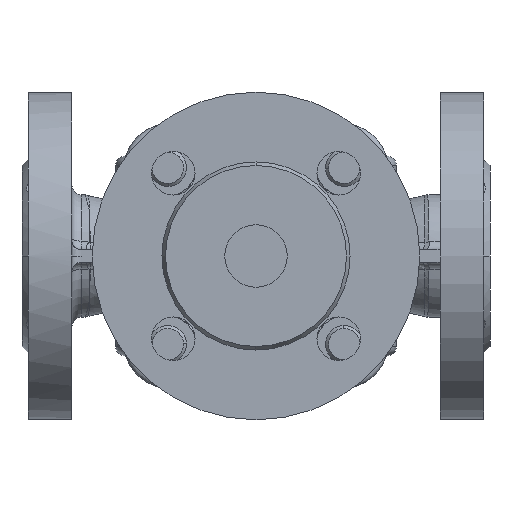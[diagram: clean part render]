
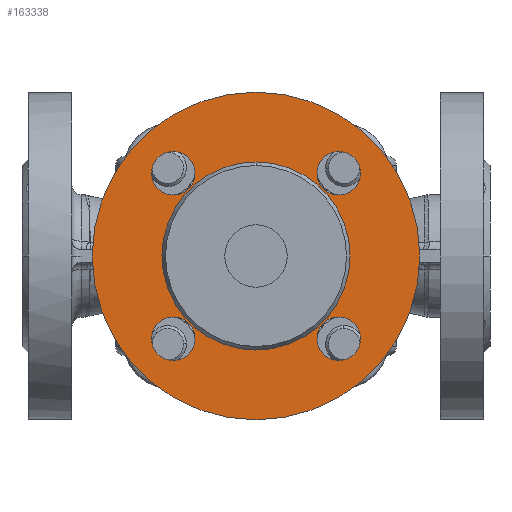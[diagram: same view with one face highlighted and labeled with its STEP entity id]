
A CAD part, front view. The second image highlights one B-rep face of the part: STEP entity #163338.
In plain terms, the highlighted planar face has unit normal (0, -1, 0).
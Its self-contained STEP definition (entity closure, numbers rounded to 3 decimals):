
#1276 = AXIS2_PLACEMENT_3D ( 'NONE', #129434, #31864, #145808 ) ;
#1998 = ORIENTED_EDGE ( 'NONE', *, *, #42398, .F. ) ;
#2796 = AXIS2_PLACEMENT_3D ( 'NONE', #194056, #96541, #210425 ) ;
#2888 = ORIENTED_EDGE ( 'NONE', *, *, #12520, .F. ) ;
#8170 = DIRECTION ( 'NONE',  ( 0., -1., 0. ) ) ;
#9566 = CARTESIAN_POINT ( 'NONE',  ( -26.517, -127., -26.517 ) ) ;
#12520 = EDGE_CURVE ( 'NONE', #103955, #88795, #106121, .T. ) ;
#15549 = EDGE_LOOP ( 'NONE', ( #2888, #1998 ) ) ;
#15596 = DIRECTION ( 'NONE',  ( 0., 0., 1. ) ) ;
#18173 = DIRECTION ( 'NONE',  ( 0., 1., 0. ) ) ;
#24939 = DIRECTION ( 'NONE',  ( 0., 0., 1. ) ) ;
#25167 = CARTESIAN_POINT ( 'NONE',  ( -26.517, -127., 26.517 ) ) ;
#25952 = DIRECTION ( 'NONE',  ( 0., 0., 1. ) ) ;
#28756 = EDGE_CURVE ( 'NONE', #46360, #209363, #173980, .T. ) ;
#28823 = FACE_BOUND ( 'NONE', #174434, .T. ) ;
#29801 = CIRCLE ( 'NONE', #183969, 52.5 ) ;
#31864 = DIRECTION ( 'NONE',  ( 0., 1., 0. ) ) ;
#33792 = CARTESIAN_POINT ( 'NONE',  ( -26.517, -127., -33.517 ) ) ;
#33891 = FACE_BOUND ( 'NONE', #209998, .T. ) ;
#36807 = AXIS2_PLACEMENT_3D ( 'NONE', #54257, #168134, #70605 ) ;
#41529 = DIRECTION ( 'NONE',  ( 1., 0., 0. ) ) ;
#41652 = CARTESIAN_POINT ( 'NONE',  ( 26.517, -127., -33.517 ) ) ;
#42076 = AXIS2_PLACEMENT_3D ( 'NONE', #173977, #76470, #190332 ) ;
#42398 = EDGE_CURVE ( 'NONE', #88795, #103955, #176184, .T. ) ;
#44615 = AXIS2_PLACEMENT_3D ( 'NONE', #105691, #8170, #122049 ) ;
#44966 = CARTESIAN_POINT ( 'NONE',  ( 26.517, -127., 26.517 ) ) ;
#45519 = CARTESIAN_POINT ( 'NONE',  ( 26.517, -127., 33.517 ) ) ;
#46360 = VERTEX_POINT ( 'NONE', #78044 ) ;
#46514 = EDGE_CURVE ( 'NONE', #109944, #76811, #94739, .T. ) ;
#51610 = EDGE_LOOP ( 'NONE', ( #70627, #157694 ) ) ;
#54257 = CARTESIAN_POINT ( 'NONE',  ( 26.517, -127., -26.517 ) ) ;
#54411 = EDGE_CURVE ( 'NONE', #61502, #137891, #157786, .T. ) ;
#57803 = VERTEX_POINT ( 'NONE', #33792 ) ;
#59306 = DIRECTION ( 'NONE',  ( 0., -1., 0. ) ) ;
#61365 = DIRECTION ( 'NONE',  ( 0., 0., -1. ) ) ;
#61502 = VERTEX_POINT ( 'NONE', #45519 ) ;
#61809 = EDGE_CURVE ( 'NONE', #84950, #175932, #29801, .T. ) ;
#62896 = ORIENTED_EDGE ( 'NONE', *, *, #61809, .F. ) ;
#63620 = EDGE_CURVE ( 'NONE', #175932, #84950, #134160, .T. ) ;
#65807 = EDGE_CURVE ( 'NONE', #209363, #46360, #205192, .T. ) ;
#66975 = FACE_OUTER_BOUND ( 'NONE', #163935, .T. ) ;
#67345 = AXIS2_PLACEMENT_3D ( 'NONE', #25167, #139121, #41529 ) ;
#69938 = CARTESIAN_POINT ( 'NONE',  ( -26.517, -127., -19.517 ) ) ;
#70605 = DIRECTION ( 'NONE',  ( -1., 0., 0. ) ) ;
#70627 = ORIENTED_EDGE ( 'NONE', *, *, #65807, .F. ) ;
#71476 = ORIENTED_EDGE ( 'NONE', *, *, #146050, .T. ) ;
#72041 = FACE_BOUND ( 'NONE', #15549, .T. ) ;
#75771 = VERTEX_POINT ( 'NONE', #69938 ) ;
#76470 = DIRECTION ( 'NONE',  ( 0., -1., 0. ) ) ;
#76811 = VERTEX_POINT ( 'NONE', #147518 ) ;
#78044 = CARTESIAN_POINT ( 'NONE',  ( 26.517, -127., -19.517 ) ) ;
#78613 = CIRCLE ( 'NONE', #137028, 7. ) ;
#80301 = CIRCLE ( 'NONE', #42076, 7. ) ;
#81164 = AXIS2_PLACEMENT_3D ( 'NONE', #192657, #95159, #209036 ) ;
#81388 = CARTESIAN_POINT ( 'NONE',  ( -26.517, -127., 19.517 ) ) ;
#84950 = VERTEX_POINT ( 'NONE', #205438 ) ;
#85922 = CIRCLE ( 'NONE', #81164, 30.155 ) ;
#86606 = ORIENTED_EDGE ( 'NONE', *, *, #63620, .F. ) ;
#88795 = VERTEX_POINT ( 'NONE', #104836 ) ;
#93992 = AXIS2_PLACEMENT_3D ( 'NONE', #203584, #122469, #24939 ) ;
#94739 = CIRCLE ( 'NONE', #116699, 30.155 ) ;
#95159 = DIRECTION ( 'NONE',  ( 0., 1., 0. ) ) ;
#96541 = DIRECTION ( 'NONE',  ( 0., -1., 0. ) ) ;
#103955 = VERTEX_POINT ( 'NONE', #81388 ) ;
#104836 = CARTESIAN_POINT ( 'NONE',  ( -26.517, -127., 33.517 ) ) ;
#105691 = CARTESIAN_POINT ( 'NONE',  ( -26.517, -127., 26.517 ) ) ;
#106121 = CIRCLE ( 'NONE', #44615, 7. ) ;
#107721 = ORIENTED_EDGE ( 'NONE', *, *, #46514, .T. ) ;
#109944 = VERTEX_POINT ( 'NONE', #201041 ) ;
#110381 = FACE_BOUND ( 'NONE', #123006, .T. ) ;
#111343 = CIRCLE ( 'NONE', #115810, 7. ) ;
#113170 = DIRECTION ( 'NONE',  ( 0., 1., 0. ) ) ;
#114235 = AXIS2_PLACEMENT_3D ( 'NONE', #44966, #158858, #61365 ) ;
#114535 = CARTESIAN_POINT ( 'NONE',  ( 26.517, -127., 19.517 ) ) ;
#115719 = CARTESIAN_POINT ( 'NONE',  ( 0., -127., 0. ) ) ;
#115810 = AXIS2_PLACEMENT_3D ( 'NONE', #9566, #123464, #25952 ) ;
#116699 = AXIS2_PLACEMENT_3D ( 'NONE', #115719, #18173, #132073 ) ;
#122049 = DIRECTION ( 'NONE',  ( 1., 0., 0. ) ) ;
#122469 = DIRECTION ( 'NONE',  ( 0., 1., 0. ) ) ;
#123006 = EDGE_LOOP ( 'NONE', ( #191401, #146295 ) ) ;
#123464 = DIRECTION ( 'NONE',  ( 0., -1., 0. ) ) ;
#124453 = EDGE_CURVE ( 'NONE', #57803, #75771, #111343, .T. ) ;
#128615 = CARTESIAN_POINT ( 'NONE',  ( 0., -127., 52.5 ) ) ;
#129434 = CARTESIAN_POINT ( 'NONE',  ( 0., -127., 0. ) ) ;
#132073 = DIRECTION ( 'NONE',  ( 0., 0., 1. ) ) ;
#134160 = CIRCLE ( 'NONE', #1276, 52.5 ) ;
#137028 = AXIS2_PLACEMENT_3D ( 'NONE', #156790, #59306, #173145 ) ;
#137891 = VERTEX_POINT ( 'NONE', #114535 ) ;
#139121 = DIRECTION ( 'NONE',  ( 0., -1., 0. ) ) ;
#142261 = EDGE_CURVE ( 'NONE', #137891, #61502, #78613, .T. ) ;
#145164 = ORIENTED_EDGE ( 'NONE', *, *, #142261, .F. ) ;
#145808 = DIRECTION ( 'NONE',  ( 0., 0., 1. ) ) ;
#146050 = EDGE_CURVE ( 'NONE', #76811, #109944, #85922, .T. ) ;
#146295 = ORIENTED_EDGE ( 'NONE', *, *, #188657, .F. ) ;
#147518 = CARTESIAN_POINT ( 'NONE',  ( 0., -127., 30.155 ) ) ;
#153555 = FACE_BOUND ( 'NONE', #51610, .T. ) ;
#156790 = CARTESIAN_POINT ( 'NONE',  ( 26.517, -127., 26.517 ) ) ;
#157694 = ORIENTED_EDGE ( 'NONE', *, *, #28756, .F. ) ;
#157786 = CIRCLE ( 'NONE', #114235, 7. ) ;
#158858 = DIRECTION ( 'NONE',  ( 0., -1., 0. ) ) ;
#163338 = ADVANCED_FACE ( 'NONE', ( #72041, #110381, #153555, #33891, #66975, #28823 ), #187195, .F. ) ;
#163935 = EDGE_LOOP ( 'NONE', ( #86606, #62896 ) ) ;
#168134 = DIRECTION ( 'NONE',  ( 0., -1., 0. ) ) ;
#173145 = DIRECTION ( 'NONE',  ( 0., 0., -1. ) ) ;
#173977 = CARTESIAN_POINT ( 'NONE',  ( -26.517, -127., -26.517 ) ) ;
#173980 = CIRCLE ( 'NONE', #2796, 7. ) ;
#174434 = EDGE_LOOP ( 'NONE', ( #71476, #107721 ) ) ;
#175932 = VERTEX_POINT ( 'NONE', #128615 ) ;
#176184 = CIRCLE ( 'NONE', #67345, 7. ) ;
#176684 = ORIENTED_EDGE ( 'NONE', *, *, #54411, .F. ) ;
#183969 = AXIS2_PLACEMENT_3D ( 'NONE', #210617, #113170, #15596 ) ;
#187195 = PLANE ( 'NONE',  #93992 ) ;
#188657 = EDGE_CURVE ( 'NONE', #75771, #57803, #80301, .T. ) ;
#190332 = DIRECTION ( 'NONE',  ( 0., 0., 1. ) ) ;
#191401 = ORIENTED_EDGE ( 'NONE', *, *, #124453, .F. ) ;
#192657 = CARTESIAN_POINT ( 'NONE',  ( 0., -127., 0. ) ) ;
#194056 = CARTESIAN_POINT ( 'NONE',  ( 26.517, -127., -26.517 ) ) ;
#201041 = CARTESIAN_POINT ( 'NONE',  ( 0., -127., -30.155 ) ) ;
#203584 = CARTESIAN_POINT ( 'NONE',  ( 30.155, -127., 0. ) ) ;
#205192 = CIRCLE ( 'NONE', #36807, 7. ) ;
#205438 = CARTESIAN_POINT ( 'NONE',  ( 0., -127., -52.5 ) ) ;
#209036 = DIRECTION ( 'NONE',  ( 0., 0., 1. ) ) ;
#209363 = VERTEX_POINT ( 'NONE', #41652 ) ;
#209998 = EDGE_LOOP ( 'NONE', ( #145164, #176684 ) ) ;
#210425 = DIRECTION ( 'NONE',  ( -1., 0., 0. ) ) ;
#210617 = CARTESIAN_POINT ( 'NONE',  ( 0., -127., 0. ) ) ;
